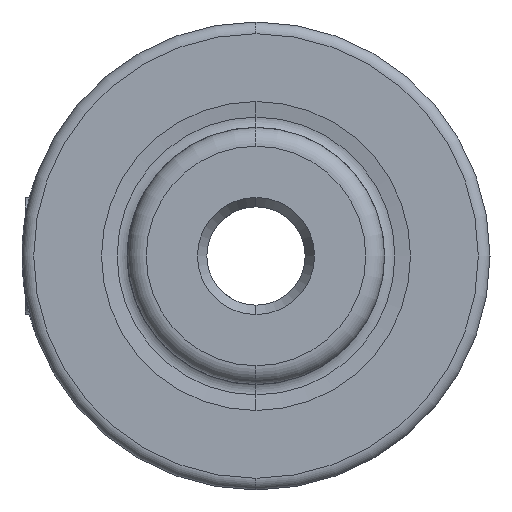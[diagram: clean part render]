
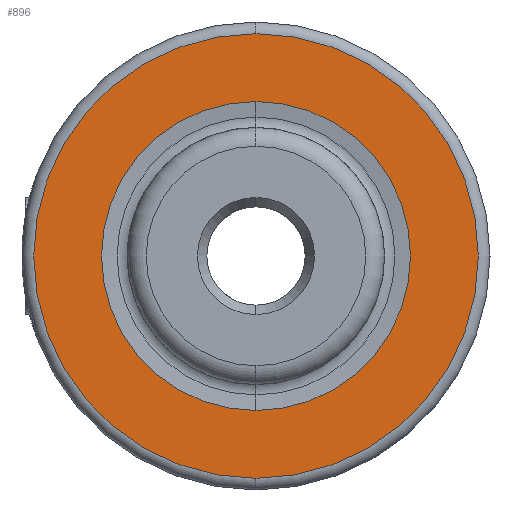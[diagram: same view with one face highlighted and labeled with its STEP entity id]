
A CAD part, left-side view. The second image highlights one B-rep face of the part: STEP entity #896.
In plain terms, the highlighted planar face has unit normal (-1, 0, 0).
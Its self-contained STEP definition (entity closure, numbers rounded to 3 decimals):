
#62 = PLANE ( 'NONE',  #1177 ) ;
#286 = VERTEX_POINT ( 'NONE', #2259 ) ;
#374 = EDGE_CURVE ( 'NONE', #579, #2062, #2332, .T. ) ;
#424 = DIRECTION ( 'NONE',  ( -1., 0., 0. ) ) ;
#426 = DIRECTION ( 'NONE',  ( 0., 0., -1. ) ) ;
#579 = VERTEX_POINT ( 'NONE', #1880 ) ;
#590 = DIRECTION ( 'NONE',  ( -1., 0., 0. ) ) ;
#618 = AXIS2_PLACEMENT_3D ( 'NONE', #1507, #424, #1692 ) ;
#623 = ORIENTED_EDGE ( 'NONE', *, *, #2123, .F. ) ;
#729 = EDGE_CURVE ( 'NONE', #286, #2059, #1985, .T. ) ;
#760 = CARTESIAN_POINT ( 'NONE',  ( 0., 0., 9.5 ) ) ;
#786 = DIRECTION ( 'NONE',  ( -1., 0., 0. ) ) ;
#857 = FACE_OUTER_BOUND ( 'NONE', #918, .T. ) ;
#865 = ORIENTED_EDGE ( 'NONE', *, *, #1764, .T. ) ;
#880 = AXIS2_PLACEMENT_3D ( 'NONE', #1005, #2285, #1190 ) ;
#896 = ADVANCED_FACE ( 'NONE', ( #2254, #857 ), #62, .F. ) ;
#918 = EDGE_LOOP ( 'NONE', ( #865, #1887 ) ) ;
#1005 = CARTESIAN_POINT ( 'NONE',  ( 0., 0., 0. ) ) ;
#1177 = AXIS2_PLACEMENT_3D ( 'NONE', #1324, #1510, #426 ) ;
#1190 = DIRECTION ( 'NONE',  ( 0., 0., 1. ) ) ;
#1324 = CARTESIAN_POINT ( 'NONE',  ( 0., 6.603, 0. ) ) ;
#1394 = CIRCLE ( 'NONE', #618, 6.603 ) ;
#1507 = CARTESIAN_POINT ( 'NONE',  ( 0., 0., 0. ) ) ;
#1510 = DIRECTION ( 'NONE',  ( 1., 0., 0. ) ) ;
#1671 = CARTESIAN_POINT ( 'NONE',  ( 0., 0., 0. ) ) ;
#1692 = DIRECTION ( 'NONE',  ( 0., 0., 1. ) ) ;
#1702 = ORIENTED_EDGE ( 'NONE', *, *, #374, .F. ) ;
#1705 = AXIS2_PLACEMENT_3D ( 'NONE', #1876, #786, #2060 ) ;
#1764 = EDGE_CURVE ( 'NONE', #2059, #286, #2329, .T. ) ;
#1844 = DIRECTION ( 'NONE',  ( 0., 0., 1. ) ) ;
#1876 = CARTESIAN_POINT ( 'NONE',  ( 0., 0., 0. ) ) ;
#1880 = CARTESIAN_POINT ( 'NONE',  ( 0., 0., -6.603 ) ) ;
#1887 = ORIENTED_EDGE ( 'NONE', *, *, #729, .T. ) ;
#1985 = CIRCLE ( 'NONE', #2325, 9.5 ) ;
#2059 = VERTEX_POINT ( 'NONE', #760 ) ;
#2060 = DIRECTION ( 'NONE',  ( 0., 0., 1. ) ) ;
#2062 = VERTEX_POINT ( 'NONE', #2211 ) ;
#2123 = EDGE_CURVE ( 'NONE', #2062, #579, #1394, .T. ) ;
#2126 = EDGE_LOOP ( 'NONE', ( #623, #1702 ) ) ;
#2211 = CARTESIAN_POINT ( 'NONE',  ( 0., 0., 6.603 ) ) ;
#2254 = FACE_BOUND ( 'NONE', #2126, .T. ) ;
#2259 = CARTESIAN_POINT ( 'NONE',  ( 0., 0., -9.5 ) ) ;
#2285 = DIRECTION ( 'NONE',  ( -1., 0., 0. ) ) ;
#2325 = AXIS2_PLACEMENT_3D ( 'NONE', #1671, #590, #1844 ) ;
#2329 = CIRCLE ( 'NONE', #1705, 9.5 ) ;
#2332 = CIRCLE ( 'NONE', #880, 6.603 ) ;
